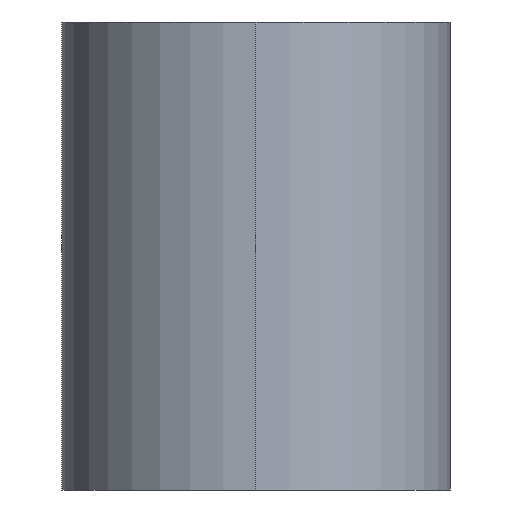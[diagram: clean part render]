
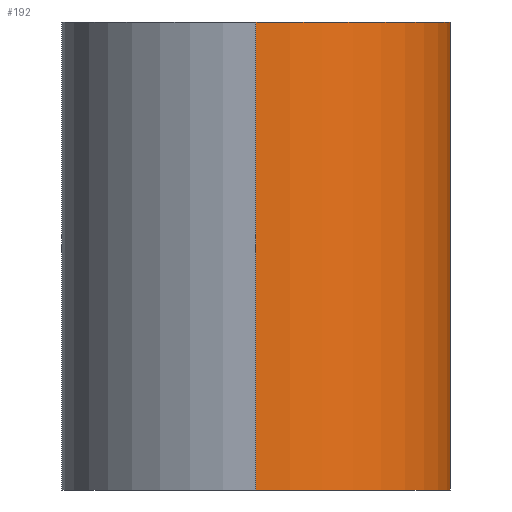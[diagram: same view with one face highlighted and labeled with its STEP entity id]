
A CAD part, left-side view. The second image highlights one B-rep face of the part: STEP entity #192.
In plain terms, the highlighted cylindrical face has radius 4.15 mm (diameter 8.3 mm), a partial arc.
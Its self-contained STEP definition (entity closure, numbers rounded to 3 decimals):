
#44 = CARTESIAN_POINT ( 'NONE',  ( 0., -4.15, -5. ) ) ;
#78 = CIRCLE ( 'NONE', #120, 4.15 ) ;
#102 = EDGE_LOOP ( 'NONE', ( #548, #511, #429, #239 ) ) ;
#120 = AXIS2_PLACEMENT_3D ( 'NONE', #504, #388, #323 ) ;
#135 = EDGE_CURVE ( 'NONE', #527, #490, #78, .T. ) ;
#154 = CYLINDRICAL_SURFACE ( 'NONE', #391, 4.15 ) ;
#162 = DIRECTION ( 'NONE',  ( 0., 0., 1. ) ) ;
#189 = VERTEX_POINT ( 'NONE', #44 ) ;
#192 = ADVANCED_FACE ( 'NONE', ( #567 ), #154, .T. ) ;
#199 = LINE ( 'NONE', #521, #374 ) ;
#209 = CARTESIAN_POINT ( 'NONE',  ( 0., 0., -5. ) ) ;
#236 = EDGE_CURVE ( 'NONE', #578, #189, #312, .T. ) ;
#239 = ORIENTED_EDGE ( 'NONE', *, *, #644, .F. ) ;
#250 = VECTOR ( 'NONE', #384, 1000. ) ;
#284 = EDGE_CURVE ( 'NONE', #527, #578, #582, .T. ) ;
#312 = CIRCLE ( 'NONE', #412, 4.15 ) ;
#320 = CARTESIAN_POINT ( 'NONE',  ( -4.15, 0., 5. ) ) ;
#323 = DIRECTION ( 'NONE',  ( 1., 0., 0. ) ) ;
#374 = VECTOR ( 'NONE', #565, 1000. ) ;
#384 = DIRECTION ( 'NONE',  ( 0., 0., -1. ) ) ;
#387 = CARTESIAN_POINT ( 'NONE',  ( 0., 0., 5. ) ) ;
#388 = DIRECTION ( 'NONE',  ( 0., 0., 1. ) ) ;
#391 = AXIS2_PLACEMENT_3D ( 'NONE', #387, #662, #656 ) ;
#412 = AXIS2_PLACEMENT_3D ( 'NONE', #209, #162, #554 ) ;
#429 = ORIENTED_EDGE ( 'NONE', *, *, #236, .T. ) ;
#490 = VERTEX_POINT ( 'NONE', #616 ) ;
#504 = CARTESIAN_POINT ( 'NONE',  ( 0., 0., 5. ) ) ;
#511 = ORIENTED_EDGE ( 'NONE', *, *, #284, .T. ) ;
#515 = CARTESIAN_POINT ( 'NONE',  ( -4.15, 0., -5. ) ) ;
#521 = CARTESIAN_POINT ( 'NONE',  ( 0., -4.15, 5. ) ) ;
#527 = VERTEX_POINT ( 'NONE', #712 ) ;
#548 = ORIENTED_EDGE ( 'NONE', *, *, #135, .F. ) ;
#554 = DIRECTION ( 'NONE',  ( 1., 0., 0. ) ) ;
#565 = DIRECTION ( 'NONE',  ( 0., 0., -1. ) ) ;
#567 = FACE_OUTER_BOUND ( 'NONE', #102, .T. ) ;
#578 = VERTEX_POINT ( 'NONE', #515 ) ;
#582 = LINE ( 'NONE', #320, #250 ) ;
#616 = CARTESIAN_POINT ( 'NONE',  ( 0., -4.15, 5. ) ) ;
#644 = EDGE_CURVE ( 'NONE', #490, #189, #199, .T. ) ;
#656 = DIRECTION ( 'NONE',  ( -1., 0., 0. ) ) ;
#662 = DIRECTION ( 'NONE',  ( 0., 0., -1. ) ) ;
#712 = CARTESIAN_POINT ( 'NONE',  ( -4.15, 0., 5. ) ) ;
